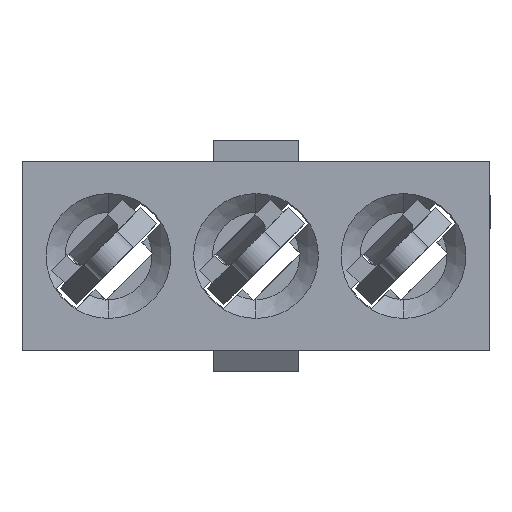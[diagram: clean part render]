
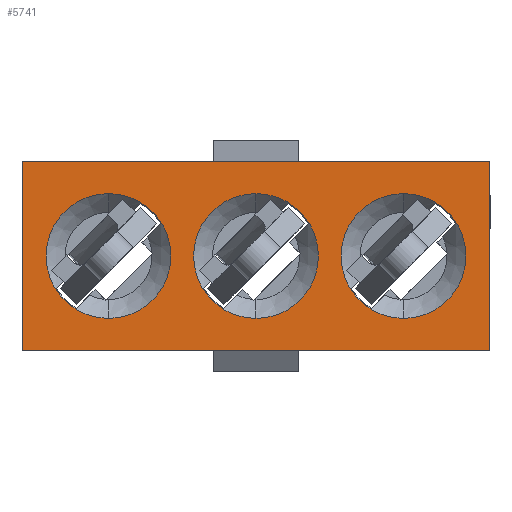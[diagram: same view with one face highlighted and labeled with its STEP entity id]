
A CAD part, front view. The second image highlights one B-rep face of the part: STEP entity #5741.
In plain terms, the highlighted planar face has unit normal (0, -1, 0).
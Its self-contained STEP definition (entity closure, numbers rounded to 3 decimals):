
#68 = AXIS2_PLACEMENT_3D ( 'NONE', #3913, #4298, #152 ) ;
#152 = DIRECTION ( 'NONE',  ( 0., 0., 1. ) ) ;
#339 = VECTOR ( 'NONE', #2201, 1000. ) ;
#352 = AXIS2_PLACEMENT_3D ( 'NONE', #5860, #3980, #3956 ) ;
#414 = FACE_BOUND ( 'NONE', #3876, .T. ) ;
#509 = EDGE_CURVE ( 'NONE', #760, #1133, #3286, .T. ) ;
#626 = DIRECTION ( 'NONE',  ( 0., 1., 0. ) ) ;
#636 = EDGE_CURVE ( 'NONE', #2648, #2023, #1908, .T. ) ;
#637 = DIRECTION ( 'NONE',  ( 0., 1., 0. ) ) ;
#682 = LINE ( 'NONE', #3984, #2468 ) ;
#760 = VERTEX_POINT ( 'NONE', #777 ) ;
#777 = CARTESIAN_POINT ( 'NONE',  ( 10.249, -11.176, -2.54 ) ) ;
#843 = DIRECTION ( 'NONE',  ( 0., 0., 1. ) ) ;
#852 = CARTESIAN_POINT ( 'NONE',  ( -2.324, -11.176, -2.54 ) ) ;
#1017 = FACE_BOUND ( 'NONE', #2747, .T. ) ;
#1057 = CARTESIAN_POINT ( 'NONE',  ( 0., -11.176, 0. ) ) ;
#1133 = VERTEX_POINT ( 'NONE', #852 ) ;
#1350 = EDGE_CURVE ( 'NONE', #1489, #3781, #3583, .T. ) ;
#1364 = DIRECTION ( 'NONE',  ( 0., 1., 0. ) ) ;
#1368 = CARTESIAN_POINT ( 'NONE',  ( 3.962, -11.176, 0. ) ) ;
#1419 = ORIENTED_EDGE ( 'NONE', *, *, #636, .T. ) ;
#1489 = VERTEX_POINT ( 'NONE', #4258 ) ;
#1496 = ORIENTED_EDGE ( 'NONE', *, *, #2475, .T. ) ;
#1505 = CARTESIAN_POINT ( 'NONE',  ( 3.962, -11.176, -1.676 ) ) ;
#1558 = CARTESIAN_POINT ( 'NONE',  ( 3.962, -11.176, 0. ) ) ;
#1581 = ORIENTED_EDGE ( 'NONE', *, *, #1350, .T. ) ;
#1618 = EDGE_CURVE ( 'NONE', #3781, #1489, #3979, .T. ) ;
#1683 = CARTESIAN_POINT ( 'NONE',  ( 7.925, -11.176, 1.676 ) ) ;
#1688 = CARTESIAN_POINT ( 'NONE',  ( 10.249, -11.176, -2.54 ) ) ;
#1751 = CARTESIAN_POINT ( 'NONE',  ( -2.324, -11.176, -2.54 ) ) ;
#1757 = FACE_BOUND ( 'NONE', #4614, .T. ) ;
#1908 = CIRCLE ( 'NONE', #352, 1.676 ) ;
#2023 = VERTEX_POINT ( 'NONE', #4684 ) ;
#2027 = ORIENTED_EDGE ( 'NONE', *, *, #5048, .F. ) ;
#2060 = EDGE_LOOP ( 'NONE', ( #2027, #5946, #2551, #4919 ) ) ;
#2172 = CARTESIAN_POINT ( 'NONE',  ( 10.249, -11.176, 2.54 ) ) ;
#2201 = DIRECTION ( 'NONE',  ( 0., 0., 1. ) ) ;
#2261 = ORIENTED_EDGE ( 'NONE', *, *, #2502, .T. ) ;
#2302 = CIRCLE ( 'NONE', #4142, 1.676 ) ;
#2363 = VECTOR ( 'NONE', #5450, 1000. ) ;
#2468 = VECTOR ( 'NONE', #4440, 1000. ) ;
#2475 = EDGE_CURVE ( 'NONE', #3669, #4888, #3176, .T. ) ;
#2502 = EDGE_CURVE ( 'NONE', #4888, #3669, #4636, .T. ) ;
#2551 = ORIENTED_EDGE ( 'NONE', *, *, #4152, .F. ) ;
#2577 = EDGE_CURVE ( 'NONE', #4262, #4170, #682, .T. ) ;
#2615 = EDGE_CURVE ( 'NONE', #2023, #2648, #2302, .T. ) ;
#2648 = VERTEX_POINT ( 'NONE', #1683 ) ;
#2747 = EDGE_LOOP ( 'NONE', ( #1581, #4783 ) ) ;
#2768 = DIRECTION ( 'NONE',  ( -1., 0., 0. ) ) ;
#2777 = FACE_OUTER_BOUND ( 'NONE', #2060, .T. ) ;
#2811 = ORIENTED_EDGE ( 'NONE', *, *, #2615, .T. ) ;
#2933 = AXIS2_PLACEMENT_3D ( 'NONE', #1368, #6111, #3268 ) ;
#2942 = LINE ( 'NONE', #1751, #339 ) ;
#2983 = CARTESIAN_POINT ( 'NONE',  ( 0., -11.176, -1.676 ) ) ;
#2985 = DIRECTION ( 'NONE',  ( 0., 0., 1. ) ) ;
#2992 = CARTESIAN_POINT ( 'NONE',  ( 7.925, -11.176, 0. ) ) ;
#3017 = DIRECTION ( 'NONE',  ( 0., 1., 0. ) ) ;
#3092 = LINE ( 'NONE', #1688, #2363 ) ;
#3176 = CIRCLE ( 'NONE', #6086, 1.676 ) ;
#3186 = CARTESIAN_POINT ( 'NONE',  ( 0., -11.176, 0. ) ) ;
#3251 = AXIS2_PLACEMENT_3D ( 'NONE', #1558, #626, #2985 ) ;
#3268 = DIRECTION ( 'NONE',  ( 0., 0., 1. ) ) ;
#3286 = LINE ( 'NONE', #5578, #5427 ) ;
#3448 = AXIS2_PLACEMENT_3D ( 'NONE', #3186, #1364, #843 ) ;
#3528 = DIRECTION ( 'NONE',  ( 0., 0., 1. ) ) ;
#3583 = CIRCLE ( 'NONE', #2933, 1.676 ) ;
#3669 = VERTEX_POINT ( 'NONE', #3690 ) ;
#3690 = CARTESIAN_POINT ( 'NONE',  ( 0., -11.176, 1.676 ) ) ;
#3781 = VERTEX_POINT ( 'NONE', #1505 ) ;
#3866 = DIRECTION ( 'NONE',  ( 0., 0., 1. ) ) ;
#3876 = EDGE_LOOP ( 'NONE', ( #1419, #2811 ) ) ;
#3913 = CARTESIAN_POINT ( 'NONE',  ( 0., -11.176, 0. ) ) ;
#3956 = DIRECTION ( 'NONE',  ( 0., 0., 1. ) ) ;
#3979 = CIRCLE ( 'NONE', #3251, 1.676 ) ;
#3980 = DIRECTION ( 'NONE',  ( 0., 1., 0. ) ) ;
#3984 = CARTESIAN_POINT ( 'NONE',  ( -2.324, -11.176, 2.54 ) ) ;
#4142 = AXIS2_PLACEMENT_3D ( 'NONE', #2992, #3017, #3528 ) ;
#4145 = PLANE ( 'NONE',  #3448 ) ;
#4152 = EDGE_CURVE ( 'NONE', #4170, #760, #3092, .T. ) ;
#4170 = VERTEX_POINT ( 'NONE', #2172 ) ;
#4258 = CARTESIAN_POINT ( 'NONE',  ( 3.962, -11.176, 1.676 ) ) ;
#4262 = VERTEX_POINT ( 'NONE', #5867 ) ;
#4298 = DIRECTION ( 'NONE',  ( 0., 1., 0. ) ) ;
#4440 = DIRECTION ( 'NONE',  ( 1., 0., 0. ) ) ;
#4614 = EDGE_LOOP ( 'NONE', ( #1496, #2261 ) ) ;
#4636 = CIRCLE ( 'NONE', #68, 1.676 ) ;
#4684 = CARTESIAN_POINT ( 'NONE',  ( 7.925, -11.176, -1.676 ) ) ;
#4783 = ORIENTED_EDGE ( 'NONE', *, *, #1618, .T. ) ;
#4888 = VERTEX_POINT ( 'NONE', #2983 ) ;
#4919 = ORIENTED_EDGE ( 'NONE', *, *, #2577, .F. ) ;
#5048 = EDGE_CURVE ( 'NONE', #1133, #4262, #2942, .T. ) ;
#5427 = VECTOR ( 'NONE', #2768, 1000. ) ;
#5450 = DIRECTION ( 'NONE',  ( 0., 0., -1. ) ) ;
#5578 = CARTESIAN_POINT ( 'NONE',  ( -2.324, -11.176, -2.54 ) ) ;
#5741 = ADVANCED_FACE ( 'NONE', ( #414, #1017, #1757, #2777 ), #4145, .F. ) ;
#5860 = CARTESIAN_POINT ( 'NONE',  ( 7.925, -11.176, 0. ) ) ;
#5867 = CARTESIAN_POINT ( 'NONE',  ( -2.324, -11.176, 2.54 ) ) ;
#5946 = ORIENTED_EDGE ( 'NONE', *, *, #509, .F. ) ;
#6086 = AXIS2_PLACEMENT_3D ( 'NONE', #1057, #637, #3866 ) ;
#6111 = DIRECTION ( 'NONE',  ( 0., 1., 0. ) ) ;
